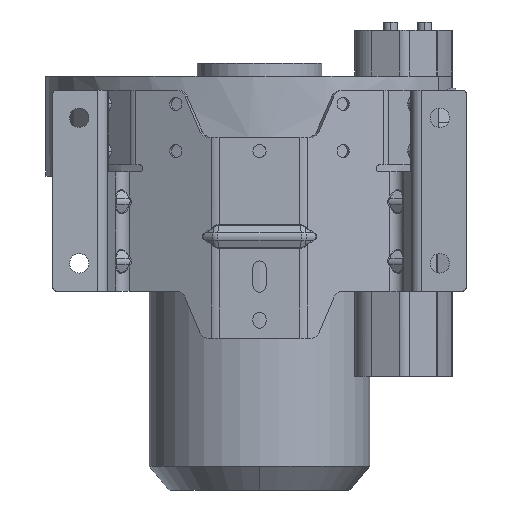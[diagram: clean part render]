
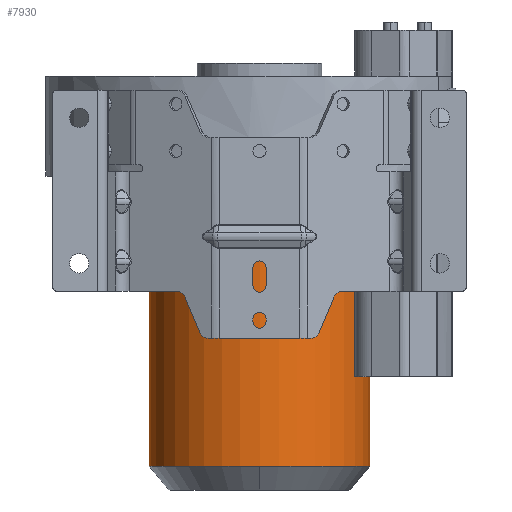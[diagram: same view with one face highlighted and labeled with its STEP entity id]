
A CAD part, front view. The second image highlights one B-rep face of the part: STEP entity #7930.
In plain terms, the highlighted cylindrical face has radius 79.5 mm (diameter 159 mm), a partial arc.
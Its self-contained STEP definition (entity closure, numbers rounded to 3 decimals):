
#357 = EDGE_CURVE ( 'NONE', #3333, #13680, #912, .T. ) ;
#360 = VECTOR ( 'NONE', #5934, 1000. ) ;
#899 = CARTESIAN_POINT ( 'NONE',  ( 0., -79.5, -310. ) ) ;
#912 = LINE ( 'NONE', #4446, #360 ) ;
#1790 = EDGE_LOOP ( 'NONE', ( #22097, #19244, #13792, #19909, #5097 ) ) ;
#1913 = VERTEX_POINT ( 'NONE', #899 ) ;
#2680 = CARTESIAN_POINT ( 'NONE',  ( 79.5, 0., -100.6 ) ) ;
#2962 = CARTESIAN_POINT ( 'NONE',  ( -79.5, 0., -310. ) ) ;
#3266 = AXIS2_PLACEMENT_3D ( 'NONE', #16814, #18292, #13171 ) ;
#3333 = VERTEX_POINT ( 'NONE', #14797 ) ;
#4446 = CARTESIAN_POINT ( 'NONE',  ( -79.5, 0., -100.6 ) ) ;
#4675 = EDGE_CURVE ( 'NONE', #21290, #16604, #14033, .T. ) ;
#5097 = ORIENTED_EDGE ( 'NONE', *, *, #13100, .F. ) ;
#5103 = CARTESIAN_POINT ( 'NONE',  ( 79.5, 0., -100.6 ) ) ;
#5357 = CARTESIAN_POINT ( 'NONE',  ( 0., 0., -310. ) ) ;
#5614 = CIRCLE ( 'NONE', #8511, 79.5 ) ;
#5934 = DIRECTION ( 'NONE',  ( 0., 0., -1. ) ) ;
#6040 = CARTESIAN_POINT ( 'NONE',  ( 79.5, 0., -310. ) ) ;
#7930 = ADVANCED_FACE ( 'NONE', ( #19440 ), #13980, .T. ) ;
#8511 = AXIS2_PLACEMENT_3D ( 'NONE', #19872, #11523, #18493 ) ;
#8867 = DIRECTION ( 'NONE',  ( 0., 0., -1. ) ) ;
#8885 = DIRECTION ( 'NONE',  ( 1., 0., 0. ) ) ;
#11523 = DIRECTION ( 'NONE',  ( 0., 0., -1. ) ) ;
#12052 = EDGE_CURVE ( 'NONE', #21290, #3333, #20022, .T. ) ;
#12149 = AXIS2_PLACEMENT_3D ( 'NONE', #19322, #17514, #18985 ) ;
#13100 = EDGE_CURVE ( 'NONE', #16604, #1913, #5614, .T. ) ;
#13171 = DIRECTION ( 'NONE',  ( 1., 0., 0. ) ) ;
#13680 = VERTEX_POINT ( 'NONE', #2962 ) ;
#13792 = ORIENTED_EDGE ( 'NONE', *, *, #357, .T. ) ;
#13980 = CYLINDRICAL_SURFACE ( 'NONE', #12149, 79.5 ) ;
#14033 = LINE ( 'NONE', #5103, #20439 ) ;
#14314 = CIRCLE ( 'NONE', #16501, 79.5 ) ;
#14797 = CARTESIAN_POINT ( 'NONE',  ( -79.5, 0., -100.6 ) ) ;
#16501 = AXIS2_PLACEMENT_3D ( 'NONE', #5357, #21103, #8885 ) ;
#16604 = VERTEX_POINT ( 'NONE', #6040 ) ;
#16814 = CARTESIAN_POINT ( 'NONE',  ( 0., 0., -100.6 ) ) ;
#17411 = EDGE_CURVE ( 'NONE', #1913, #13680, #14314, .T. ) ;
#17514 = DIRECTION ( 'NONE',  ( 0., 0., -1. ) ) ;
#18292 = DIRECTION ( 'NONE',  ( 0., 0., -1. ) ) ;
#18493 = DIRECTION ( 'NONE',  ( 1., 0., 0. ) ) ;
#18985 = DIRECTION ( 'NONE',  ( -1., 0., 0. ) ) ;
#19244 = ORIENTED_EDGE ( 'NONE', *, *, #12052, .T. ) ;
#19322 = CARTESIAN_POINT ( 'NONE',  ( 0., 0., -100.6 ) ) ;
#19440 = FACE_OUTER_BOUND ( 'NONE', #1790, .T. ) ;
#19872 = CARTESIAN_POINT ( 'NONE',  ( 0., 0., -310. ) ) ;
#19909 = ORIENTED_EDGE ( 'NONE', *, *, #17411, .F. ) ;
#20022 = CIRCLE ( 'NONE', #3266, 79.5 ) ;
#20439 = VECTOR ( 'NONE', #8867, 1000. ) ;
#21103 = DIRECTION ( 'NONE',  ( 0., 0., -1. ) ) ;
#21290 = VERTEX_POINT ( 'NONE', #2680 ) ;
#22097 = ORIENTED_EDGE ( 'NONE', *, *, #4675, .F. ) ;
